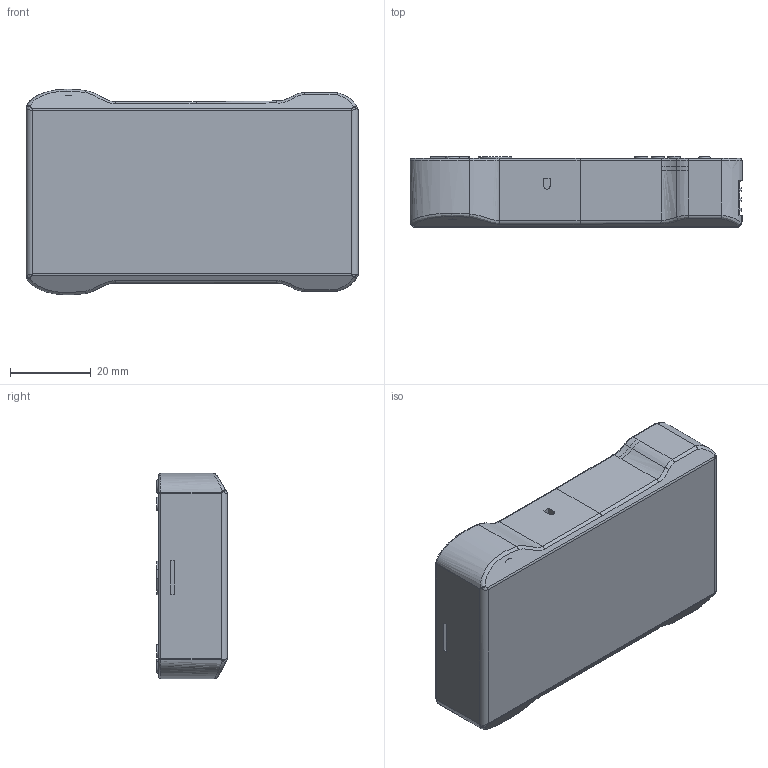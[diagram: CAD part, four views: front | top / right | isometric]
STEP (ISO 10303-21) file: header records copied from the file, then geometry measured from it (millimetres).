
FILE_DESCRIPTION(/* description */ (''),/* implementation_level */ '2;1');
FILE_NAME(/* name */ 'pixhawk v9.step',/* time_stamp */ '2024-01-24T16:40:53+05:30',/* author */ (''),/* organization */ (''),/* preprocessor_version */ 'ST-DEVELOPER v20',/* originating_system */ 'Autodesk Translation Framework v12.14.0.127',/* authorisation */ '');
FILE_SCHEMA (('AUTOMOTIVE_DESIGN { 1 0 10303 214 3 1 1 }'));
Length unit declared in the file: millimetre
Products named in the file (1): pixhawk
Bounding box: 82 x 17.5 x 50.79 mm (x, y, z)
Volume: 17664.6 mm3; surface area: 24503.3 mm2
Topology: 71 solids, 74 shells, 1712 faces, 4361 edges, 2882 vertices
Faces by surface type: plane 1092, cylinder 514, bspline 98, torus 4, sphere 4
Full cylindrical faces by diameter (mm): 3.042 x2, 3.053 x2, 3.11 x2, 3.116 x2, 3.286 x2, 8.246 x2
Entity records: 54896 total; most frequent: CARTESIAN_POINT 13037, ORIENTED_EDGE 8710, DIRECTION 8417, EDGE_CURVE 4361, LINE 3083, VECTOR 3083, VERTEX_POINT 2882, AXIS2_PLACEMENT_3D 2667
